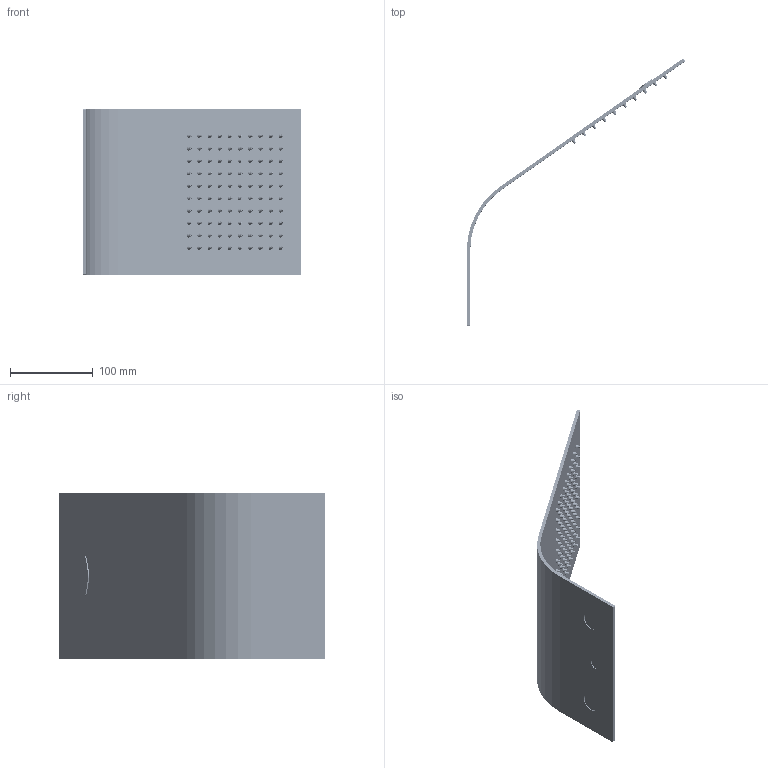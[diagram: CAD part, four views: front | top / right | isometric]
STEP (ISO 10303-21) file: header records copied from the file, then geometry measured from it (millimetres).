
FILE_DESCRIPTION (( 'STEP AP203' ), '1' );
FILE_NAME ('99ZP09021.STEP', '2023-11-02T11:01:10', ( '' ), ( '' ), 'SwSTEP 2.0', 'SolidWorks 2021', '' );
FILE_SCHEMA (( 'CONFIG_CONTROL_DESIGN' ));
Products named in the file (1): 99ZP09021
Bounding box: 263.55 x 322.37 x 200 mm (x, y, z)
Volume: 215406.2 mm3; surface area: 413829.8 mm2
Topology: 104 solids, 104 shells, 4036 faces, 8341 edges, 4818 vertices
Faces by surface type: bspline 2010, cylinder 1259, plane 555, cone 200, torus 12
Entity records: 141298 total; most frequent: CARTESIAN_POINT 64406, ORIENTED_EDGE 16674, DIRECTION 15523, EDGE_CURVE 8337, AXIS2_PLACEMENT_3D 6975, CIRCLE 4948, VERTEX_POINT 4818, EDGE_LOOP 4753
